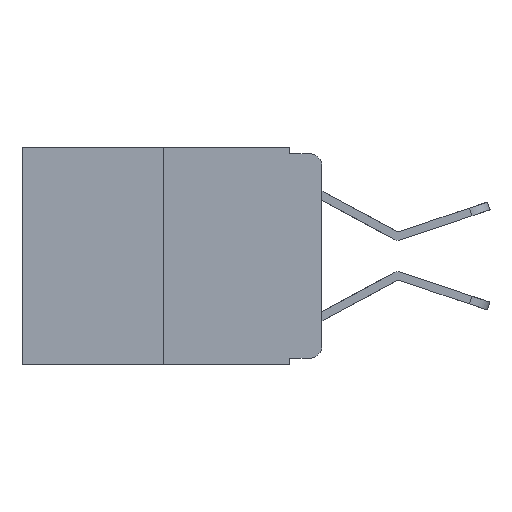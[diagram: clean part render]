
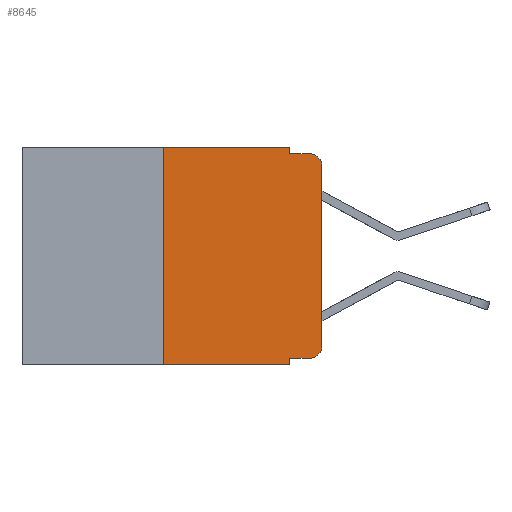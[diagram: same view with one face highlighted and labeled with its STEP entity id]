
A CAD part, left-side view. The second image highlights one B-rep face of the part: STEP entity #8645.
In plain terms, the highlighted planar face has unit normal (-1, 0, 0).
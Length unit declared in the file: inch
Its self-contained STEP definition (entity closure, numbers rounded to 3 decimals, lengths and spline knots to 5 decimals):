
#393 = ORIENTED_EDGE ( 'NONE', *, *, #12016, .F. ) ;
#573 = EDGE_CURVE ( 'NONE', #7015, #3883, #7230, .T. ) ;
#793 = CARTESIAN_POINT ( 'NONE',  ( 0., 0.25, 0. ) ) ;
#906 = VECTOR ( 'NONE', #11818, 39.37008 ) ;
#1126 = LINE ( 'NONE', #6378, #9826 ) ;
#1242 = VECTOR ( 'NONE', #9978, 39.37008 ) ;
#1322 = LINE ( 'NONE', #4418, #7007 ) ;
#1439 = EDGE_CURVE ( 'NONE', #4785, #7015, #1322, .T. ) ;
#1867 = LINE ( 'NONE', #8801, #13142 ) ;
#2002 = VECTOR ( 'NONE', #7161, 39.37008 ) ;
#2229 = CARTESIAN_POINT ( 'NONE',  ( 0., 0.02, -0.313 ) ) ;
#2869 = CARTESIAN_POINT ( 'NONE',  ( 0., 0.051, -0.343 ) ) ;
#2949 = VERTEX_POINT ( 'NONE', #11799 ) ;
#3020 = CARTESIAN_POINT ( 'NONE',  ( 0., 0.473, 0. ) ) ;
#3109 = VERTEX_POINT ( 'NONE', #5461 ) ;
#3277 = ORIENTED_EDGE ( 'NONE', *, *, #14181, .F. ) ;
#3377 = DIRECTION ( 'NONE',  ( 0., 0., -1. ) ) ;
#3420 = DIRECTION ( 'NONE',  ( 0., 0., 1. ) ) ;
#3527 = DIRECTION ( 'NONE',  ( -1., 0., 0. ) ) ;
#3530 = CARTESIAN_POINT ( 'NONE',  ( 0., 0.02, -0.03 ) ) ;
#3597 = DIRECTION ( 'NONE',  ( 0., 0., -1. ) ) ;
#3627 = ORIENTED_EDGE ( 'NONE', *, *, #12777, .F. ) ;
#3883 = VERTEX_POINT ( 'NONE', #14097 ) ;
#4055 = LINE ( 'NONE', #4152, #906 ) ;
#4152 = CARTESIAN_POINT ( 'NONE',  ( 0., 0.473, 0. ) ) ;
#4249 = VERTEX_POINT ( 'NONE', #7481 ) ;
#4280 = EDGE_CURVE ( 'NONE', #3109, #5792, #14263, .T. ) ;
#4292 = DIRECTION ( 'NONE',  ( 0., 0., -1. ) ) ;
#4352 = ORIENTED_EDGE ( 'NONE', *, *, #11411, .T. ) ;
#4418 = CARTESIAN_POINT ( 'NONE',  ( 0., 0., 0. ) ) ;
#4785 = VERTEX_POINT ( 'NONE', #7858 ) ;
#4916 = FACE_OUTER_BOUND ( 'NONE', #6441, .T. ) ;
#5025 = LINE ( 'NONE', #11023, #1242 ) ;
#5184 = DIRECTION ( 'NONE',  ( 0., 0., 1. ) ) ;
#5268 = DIRECTION ( 'NONE',  ( 0., 0., -1. ) ) ;
#5461 = CARTESIAN_POINT ( 'NONE',  ( 0., 0.25, -0.343 ) ) ;
#5792 = VERTEX_POINT ( 'NONE', #2869 ) ;
#5878 = AXIS2_PLACEMENT_3D ( 'NONE', #3530, #3527, #3597 ) ;
#6043 = VERTEX_POINT ( 'NONE', #793 ) ;
#6289 = VECTOR ( 'NONE', #4292, 39.37008 ) ;
#6378 = CARTESIAN_POINT ( 'NONE',  ( 0., 0.051, -0.333 ) ) ;
#6441 = EDGE_LOOP ( 'NONE', ( #11368, #11671, #3277, #9243, #393, #3627, #9579, #12323, #4352, #7293 ) ) ;
#7007 = VECTOR ( 'NONE', #3420, 39.37008 ) ;
#7015 = VERTEX_POINT ( 'NONE', #10502 ) ;
#7141 = CARTESIAN_POINT ( 'NONE',  ( 0., 0.473, -0.343 ) ) ;
#7161 = DIRECTION ( 'NONE',  ( 0., -1., 0. ) ) ;
#7230 = CIRCLE ( 'NONE', #5878, 0.02 ) ;
#7293 = ORIENTED_EDGE ( 'NONE', *, *, #10739, .T. ) ;
#7481 = CARTESIAN_POINT ( 'NONE',  ( 0., 0.02, -0.333 ) ) ;
#7506 = DIRECTION ( 'NONE',  ( 0., -1., 0. ) ) ;
#7695 = DIRECTION ( 'NONE',  ( 0., 0., -1. ) ) ;
#7858 = CARTESIAN_POINT ( 'NONE',  ( 0., 0., -0.313 ) ) ;
#8645 = ADVANCED_FACE ( 'NONE', ( #4916 ), #10771, .F. ) ;
#8735 = VERTEX_POINT ( 'NONE', #11972 ) ;
#8801 = CARTESIAN_POINT ( 'NONE',  ( 0., 0.051, 0. ) ) ;
#8808 = AXIS2_PLACEMENT_3D ( 'NONE', #3020, #11792, #5268 ) ;
#9243 = ORIENTED_EDGE ( 'NONE', *, *, #13468, .F. ) ;
#9291 = LINE ( 'NONE', #10882, #6289 ) ;
#9579 = ORIENTED_EDGE ( 'NONE', *, *, #4280, .T. ) ;
#9639 = VERTEX_POINT ( 'NONE', #11350 ) ;
#9826 = VECTOR ( 'NONE', #7506, 39.37008 ) ;
#9978 = DIRECTION ( 'NONE',  ( 0., -1., 0. ) ) ;
#10054 = DIRECTION ( 'NONE',  ( -1., 0., 0. ) ) ;
#10502 = CARTESIAN_POINT ( 'NONE',  ( 0., 0., -0.03 ) ) ;
#10739 = EDGE_CURVE ( 'NONE', #4249, #4785, #11772, .T. ) ;
#10771 = PLANE ( 'NONE',  #8808 ) ;
#10882 = CARTESIAN_POINT ( 'NONE',  ( 0., 0.051, 0. ) ) ;
#10934 = VECTOR ( 'NONE', #5184, 39.37008 ) ;
#11023 = CARTESIAN_POINT ( 'NONE',  ( 0., 0.051, -0.01 ) ) ;
#11350 = CARTESIAN_POINT ( 'NONE',  ( 0., 0.051, -0.333 ) ) ;
#11368 = ORIENTED_EDGE ( 'NONE', *, *, #1439, .T. ) ;
#11411 = EDGE_CURVE ( 'NONE', #9639, #4249, #1126, .T. ) ;
#11671 = ORIENTED_EDGE ( 'NONE', *, *, #573, .T. ) ;
#11718 = AXIS2_PLACEMENT_3D ( 'NONE', #2229, #10054, #3377 ) ;
#11772 = CIRCLE ( 'NONE', #11718, 0.02 ) ;
#11792 = DIRECTION ( 'NONE',  ( 1., 0., 0. ) ) ;
#11799 = CARTESIAN_POINT ( 'NONE',  ( 0., 0.051, 0. ) ) ;
#11818 = DIRECTION ( 'NONE',  ( 0., -1., 0. ) ) ;
#11972 = CARTESIAN_POINT ( 'NONE',  ( 0., 0.051, -0.01 ) ) ;
#12016 = EDGE_CURVE ( 'NONE', #6043, #2949, #4055, .T. ) ;
#12094 = EDGE_CURVE ( 'NONE', #9639, #5792, #9291, .T. ) ;
#12323 = ORIENTED_EDGE ( 'NONE', *, *, #12094, .F. ) ;
#12731 = CARTESIAN_POINT ( 'NONE',  ( 0., 0.25, 0. ) ) ;
#12777 = EDGE_CURVE ( 'NONE', #3109, #6043, #13651, .T. ) ;
#13142 = VECTOR ( 'NONE', #7695, 39.37008 ) ;
#13468 = EDGE_CURVE ( 'NONE', #2949, #8735, #1867, .T. ) ;
#13651 = LINE ( 'NONE', #12731, #10934 ) ;
#14097 = CARTESIAN_POINT ( 'NONE',  ( 0., 0.02, -0.01 ) ) ;
#14181 = EDGE_CURVE ( 'NONE', #8735, #3883, #5025, .T. ) ;
#14263 = LINE ( 'NONE', #7141, #2002 ) ;
